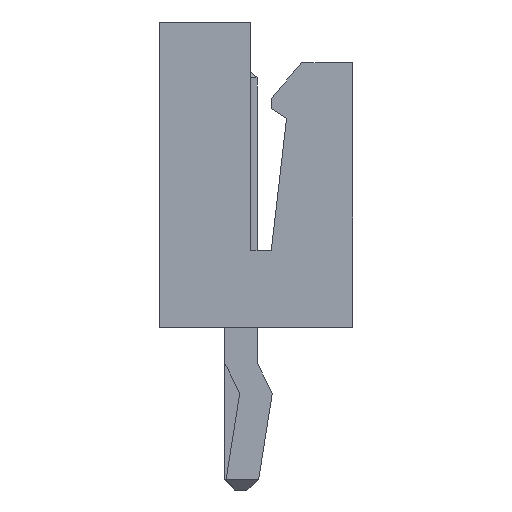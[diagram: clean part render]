
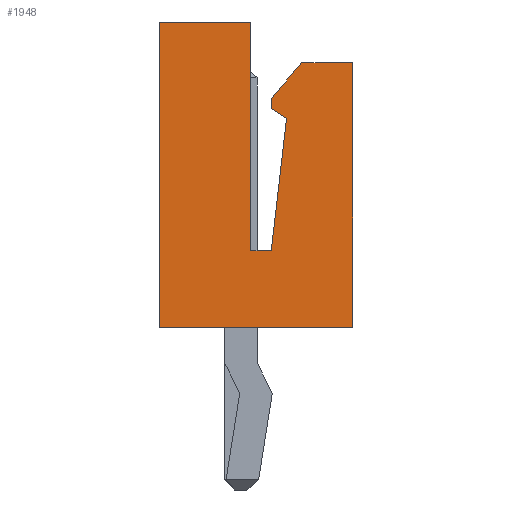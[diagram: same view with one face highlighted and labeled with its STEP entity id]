
A CAD part, left-side view. The second image highlights one B-rep face of the part: STEP entity #1948.
In plain terms, the highlighted planar face has unit normal (-1, 0, 0).
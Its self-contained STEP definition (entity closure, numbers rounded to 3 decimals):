
#12=DIRECTION('',(0.,0.,1.));
#21=VERTEX_POINT('',#22);
#22=CARTESIAN_POINT('',(-2.5,-2.2,0.));
#27=DIRECTION('',(1.,0.,0.));
#29=EDGE_CURVE('',#21,#30,#32,.T.);
#30=VERTEX_POINT('',#31);
#31=CARTESIAN_POINT('',(-2.5,-2.2,5.2));
#32=LINE('',#22,#33);
#33=VECTOR('',#12,1.);
#45=VECTOR('',#46,1.);
#46=DIRECTION('',(0.,0.,-1.));
#378=EDGE_CURVE('',#379,#21,#381,.T.);
#379=VERTEX_POINT('',#380);
#380=CARTESIAN_POINT('',(-2.5,1.6,0.));
#381=LINE('',#380,#382);
#382=VECTOR('',#383,1.);
#383=DIRECTION('',(0.,-1.,0.));
#1760=VECTOR('',#1761,1.);
#1761=DIRECTION('',(0.,-0.651,0.759));
#1772=VECTOR('',#1773,1.);
#1773=DIRECTION('',(0.,0.832,0.555));
#1779=VECTOR('',#1780,1.);
#1780=DIRECTION('',(0.,-0.115,0.993));
#1814=CARTESIAN_POINT('',(-2.5,-1.2,5.2));
#1942=EDGE_CURVE('',#1943,#30,#1944,.T.);
#1943=VERTEX_POINT('',#1814);
#1944=LINE('',#1814,#382);
#1948=ADVANCED_FACE('',(#1949),#1992,.F.);
#1949=FACE_BOUND('',#1950,.F.);
#1950=EDGE_LOOP('',(#1951,#1952,#1957,#1962,#1967,#1972,#1977,#1982,#1987,#1990,#1991));
#1951=ORIENTED_EDGE('',*,*,#378,.F.);
#1952=ORIENTED_EDGE('',*,*,#1953,.T.);
#1953=EDGE_CURVE('',#379,#1954,#1956,.T.);
#1954=VERTEX_POINT('',#1955);
#1955=CARTESIAN_POINT('',(-2.5,1.6,6.));
#1956=LINE('',#380,#33);
#1957=ORIENTED_EDGE('',*,*,#1958,.T.);
#1958=EDGE_CURVE('',#1954,#1959,#1961,.T.);
#1959=VERTEX_POINT('',#1960);
#1960=CARTESIAN_POINT('',(-2.5,-0.2,6.));
#1961=LINE('',#1955,#382);
#1962=ORIENTED_EDGE('',*,*,#1963,.T.);
#1963=EDGE_CURVE('',#1959,#1964,#1966,.T.);
#1964=VERTEX_POINT('',#1965);
#1965=CARTESIAN_POINT('',(-2.5,-0.2,1.5));
#1966=LINE('',#1960,#45);
#1967=ORIENTED_EDGE('',*,*,#1968,.T.);
#1968=EDGE_CURVE('',#1964,#1969,#1971,.T.);
#1969=VERTEX_POINT('',#1970);
#1970=CARTESIAN_POINT('',(-2.5,-0.6,1.5));
#1971=LINE('',#1965,#382);
#1972=ORIENTED_EDGE('',*,*,#1973,.T.);
#1973=EDGE_CURVE('',#1969,#1974,#1976,.T.);
#1974=VERTEX_POINT('',#1975);
#1975=CARTESIAN_POINT('',(-2.5,-0.9,4.1));
#1976=LINE('',#1970,#1779);
#1977=ORIENTED_EDGE('',*,*,#1978,.T.);
#1978=EDGE_CURVE('',#1974,#1979,#1981,.T.);
#1979=VERTEX_POINT('',#1980);
#1980=CARTESIAN_POINT('',(-2.5,-0.6,4.3));
#1981=LINE('',#1975,#1772);
#1982=ORIENTED_EDGE('',*,*,#1983,.T.);
#1983=EDGE_CURVE('',#1979,#1984,#1986,.T.);
#1984=VERTEX_POINT('',#1985);
#1985=CARTESIAN_POINT('',(-2.5,-0.6,4.5));
#1986=LINE('',#1980,#33);
#1987=ORIENTED_EDGE('',*,*,#1988,.T.);
#1988=EDGE_CURVE('',#1984,#1943,#1989,.T.);
#1989=LINE('',#1985,#1760);
#1990=ORIENTED_EDGE('',*,*,#1942,.T.);
#1991=ORIENTED_EDGE('',*,*,#29,.F.);
#1992=PLANE('',#1993);
#1993=AXIS2_PLACEMENT_3D('',#380,#27,#383);
